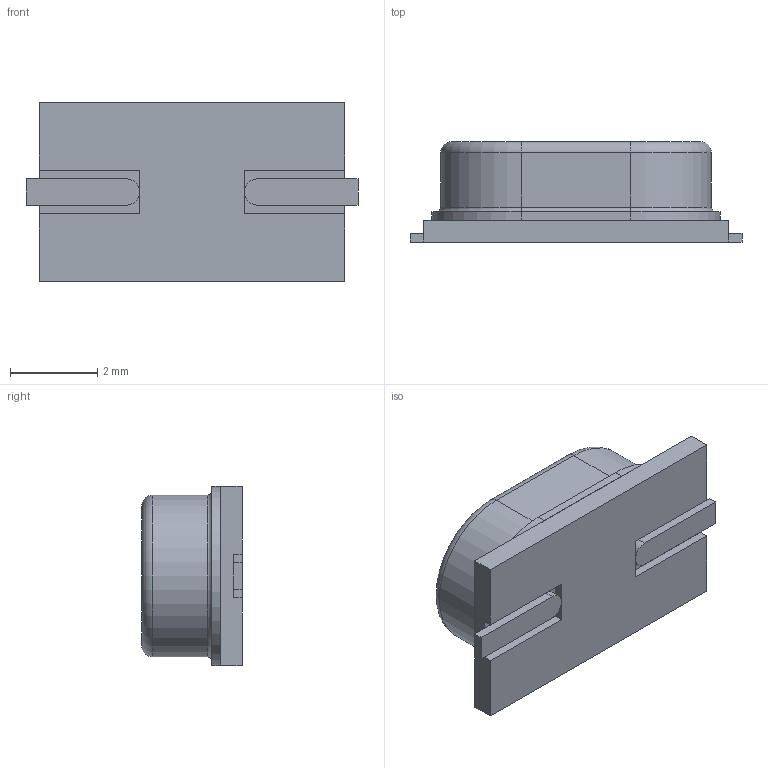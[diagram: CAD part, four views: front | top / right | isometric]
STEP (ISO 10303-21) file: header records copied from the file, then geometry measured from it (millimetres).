
FILE_DESCRIPTION (( 'STEP AP214' ), '1' );
FILE_NAME ('ECS-160-20-3X-TR.STEP', '2023-03-31T19:03:55', ( '' ), ( '' ), 'SwSTEP 2.0', 'SolidWorks 2021', '' );
FILE_SCHEMA (( 'AUTOMOTIVE_DESIGN' ));
Length unit declared in the file: millimetre
Products named in the file (1): ECS-160-20-3X-TR
Bounding box: 7.6 x 2.3 x 4.1 mm (x, y, z)
Volume: 50.6 mm3; surface area: 153.4 mm2
Topology: 4 solids, 4 shells, 45 faces, 100 edges, 64 vertices
Faces by surface type: plane 31, cylinder 10, torus 4
Entity records: 1295 total; most frequent: DIRECTION 216, CARTESIAN_POINT 210, ORIENTED_EDGE 200, EDGE_CURVE 100, LINE 76, VECTOR 76, AXIS2_PLACEMENT_3D 70, VERTEX_POINT 64
